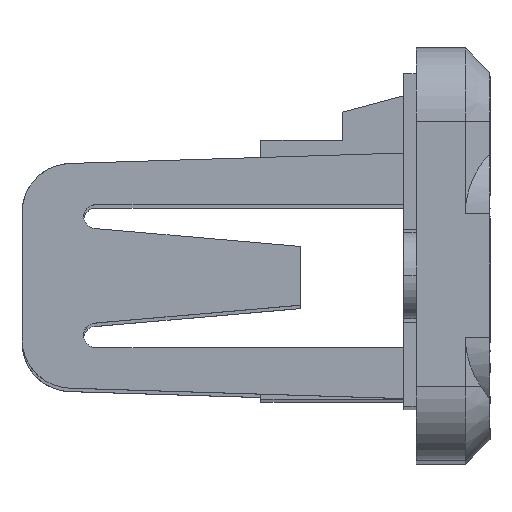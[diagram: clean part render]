
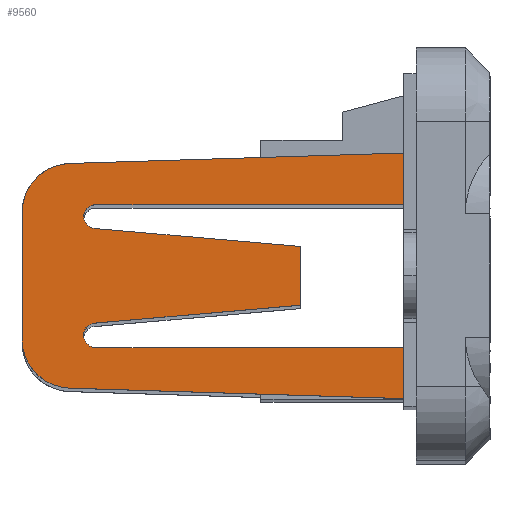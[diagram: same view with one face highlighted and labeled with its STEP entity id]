
A CAD part, top view. The second image highlights one B-rep face of the part: STEP entity #9560.
In plain terms, the highlighted face is planar.
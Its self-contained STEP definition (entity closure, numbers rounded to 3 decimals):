
#120=CARTESIAN_POINT('',(67.845,6.309,6.2));
#130=VERTEX_POINT('',#120);
#160=CARTESIAN_POINT('',(67.845,8.691,6.2));
#170=DIRECTION('',(0.,-1.,0.));
#180=VECTOR('',#170,1.);
#190=LINE('',#160,#180);
#200=CARTESIAN_POINT('',(67.845,8.691,6.2));
#210=VERTEX_POINT('',#200);
#220=EDGE_CURVE('',#210,#130,#190,.T.);
#7430=CARTESIAN_POINT('',(67.845,10.385,14.5));
#7440=VERTEX_POINT('',#7430);
#7470=CARTESIAN_POINT('',(67.845,10.385,14.5));
#7480=DIRECTION('',(0.,0.,-1.));
#7490=VECTOR('',#7480,1.);
#7500=LINE('',#7470,#7490);
#7510=CARTESIAN_POINT('',(67.845,10.385,2.));
#7520=VERTEX_POINT('',#7510);
#7530=EDGE_CURVE('',#7440,#7520,#7500,.T.);
#8030=CARTESIAN_POINT('',(67.845,9.902,15.));
#8040=VERTEX_POINT('',#8030);
#8070=CARTESIAN_POINT('',(67.845,9.885,14.5));
#8080=DIRECTION('',(-1.,0.,0.));
#8090=DIRECTION('',(0.,0.034,0.999));
#8100=AXIS2_PLACEMENT_3D('',#8070,#8080,#8090);
#8110=CIRCLE('',#8100,0.5);
#8120=EDGE_CURVE('',#8040,#7440,#8110,.T.);
#8370=CARTESIAN_POINT('',(67.845,9.421,14.544));
#8380=VERTEX_POINT('',#8370);
#8410=CARTESIAN_POINT('',(67.845,9.919,14.5));
#8420=DIRECTION('',(-1.,0.,0.));
#8430=DIRECTION('',(0.,-0.996,0.087));
#8440=AXIS2_PLACEMENT_3D('',#8410,#8420,#8430);
#8450=CIRCLE('',#8440,0.5);
#8460=EDGE_CURVE('',#8380,#8040,#8450,.T.);
#8580=CARTESIAN_POINT('',(67.845,11.336,-0.209));
#8590=DIRECTION('',(1.,0.,0.));
#8600=DIRECTION('',(0.,1.,0.));
#8610=AXIS2_PLACEMENT_3D('',#8580,#8590,#8600);
#8620=PLANE('',#8610);
#8630=CARTESIAN_POINT('',(67.845,10.062,17.5));
#8640=DIRECTION('',(0.,-1.,0.));
#8650=VECTOR('',#8640,1.);
#8660=LINE('',#8630,#8650);
#8670=CARTESIAN_POINT('',(67.845,10.062,17.5));
#8680=VERTEX_POINT('',#8670);
#8690=CARTESIAN_POINT('',(67.845,4.938,17.5));
#8700=VERTEX_POINT('',#8690);
#8710=EDGE_CURVE('',#8680,#8700,#8660,.T.);
#8720=ORIENTED_EDGE('',*,*,#8710,.T.);
#8730=CARTESIAN_POINT('',(67.845,10.062,15.5));
#8740=DIRECTION('',(1.,0.,0.));
#8750=DIRECTION('',(0.,1.,0.031));
#8760=AXIS2_PLACEMENT_3D('',#8730,#8740,#8750);
#8770=CIRCLE('',#8760,2.);
#8780=CARTESIAN_POINT('',(67.845,12.061,15.562));
#8790=VERTEX_POINT('',#8780);
#8800=EDGE_CURVE('',#8790,#8680,#8770,.T.);
#8810=ORIENTED_EDGE('',*,*,#8800,.T.);
#8820=CARTESIAN_POINT('',(67.845,12.484,2.));
#8830=DIRECTION('',(0.,-0.031,1.));
#8840=VECTOR('',#8830,1.);
#8850=LINE('',#8820,#8840);
#8860=CARTESIAN_POINT('',(67.845,12.484,2.));
#8870=VERTEX_POINT('',#8860);
#8880=EDGE_CURVE('',#8870,#8790,#8850,.T.);
#8890=ORIENTED_EDGE('',*,*,#8880,.T.);
#8900=CARTESIAN_POINT('',(67.845,10.385,2.));
#8910=DIRECTION('',(0.,1.,0.));
#8920=VECTOR('',#8910,1.);
#8930=LINE('',#8900,#8920);
#8940=EDGE_CURVE('',#7520,#8870,#8930,.T.);
#8950=ORIENTED_EDGE('',*,*,#8940,.T.);
#8960=ORIENTED_EDGE('',*,*,#7530,.T.);
#8970=ORIENTED_EDGE('',*,*,#8120,.T.);
#8980=ORIENTED_EDGE('',*,*,#8460,.T.);
#8990=CARTESIAN_POINT('',(67.845,8.691,6.2));
#9000=DIRECTION('',(0.,0.087,0.996));
#9010=VECTOR('',#9000,1.);
#9020=LINE('',#8990,#9010);
#9030=EDGE_CURVE('',#210,#8380,#9020,.T.);
#9040=ORIENTED_EDGE('',*,*,#9030,.T.);
#9050=ORIENTED_EDGE('',*,*,#220,.F.);
#9060=CARTESIAN_POINT('',(67.845,5.579,14.544));
#9070=DIRECTION('',(0.,0.087,-0.996));
#9080=VECTOR('',#9070,1.);
#9090=LINE('',#9060,#9080);
#9100=CARTESIAN_POINT('',(67.845,5.579,14.544));
#9110=VERTEX_POINT('',#9100);
#9120=EDGE_CURVE('',#9110,#130,#9090,.T.);
#9130=ORIENTED_EDGE('',*,*,#9120,.T.);
#9140=CARTESIAN_POINT('',(67.845,5.085,14.5));
#9150=DIRECTION('',(-1.,0.,0.));
#9160=DIRECTION('',(0.,-1.,0.));
#9170=AXIS2_PLACEMENT_3D('',#9140,#9150,#9160);
#9180=CIRCLE('',#9170,0.5);
#9190=CARTESIAN_POINT('',(67.845,4.585,14.5));
#9200=VERTEX_POINT('',#9190);
#9210=EDGE_CURVE('',#9200,#9110,#9180,.T.);
#9220=ORIENTED_EDGE('',*,*,#9210,.T.);
#9230=CARTESIAN_POINT('',(67.845,4.585,2.));
#9240=DIRECTION('',(0.,0.,1.));
#9250=VECTOR('',#9240,1.);
#9260=LINE('',#9230,#9250);
#9270=CARTESIAN_POINT('',(67.845,4.585,2.));
#9280=VERTEX_POINT('',#9270);
#9290=EDGE_CURVE('',#9280,#9200,#9260,.T.);
#9300=ORIENTED_EDGE('',*,*,#9290,.T.);
#9310=CARTESIAN_POINT('',(67.845,2.516,2.));
#9320=DIRECTION('',(0.,1.,0.));
#9330=VECTOR('',#9320,1.);
#9340=LINE('',#9310,#9330);
#9350=CARTESIAN_POINT('',(67.845,2.516,2.));
#9360=VERTEX_POINT('',#9350);
#9370=EDGE_CURVE('',#9360,#9280,#9340,.T.);
#9380=ORIENTED_EDGE('',*,*,#9370,.T.);
#9390=CARTESIAN_POINT('',(67.845,2.939,15.562));
#9400=DIRECTION('',(0.,-0.031,-1.));
#9410=VECTOR('',#9400,1.);
#9420=LINE('',#9390,#9410);
#9430=CARTESIAN_POINT('',(67.845,2.939,15.562));
#9440=VERTEX_POINT('',#9430);
#9450=EDGE_CURVE('',#9440,#9360,#9420,.T.);
#9460=ORIENTED_EDGE('',*,*,#9450,.T.);
#9470=CARTESIAN_POINT('',(67.845,4.938,15.5));
#9480=DIRECTION('',(1.,0.,0.));
#9490=DIRECTION('',(0.,0.,1.));
#9500=AXIS2_PLACEMENT_3D('',#9470,#9480,#9490);
#9510=CIRCLE('',#9500,2.);
#9520=EDGE_CURVE('',#8700,#9440,#9510,.T.);
#9530=ORIENTED_EDGE('',*,*,#9520,.T.);
#9540=EDGE_LOOP('',(#9530,#9460,#9380,#9300,#9220,#9130,#9050,#9040,
#8980,#8970,#8960,#8950,#8890,#8810,#8720));
#9550=FACE_OUTER_BOUND('',#9540,.T.);
#9560=ADVANCED_FACE('',(#9550),#8620,.T.);
